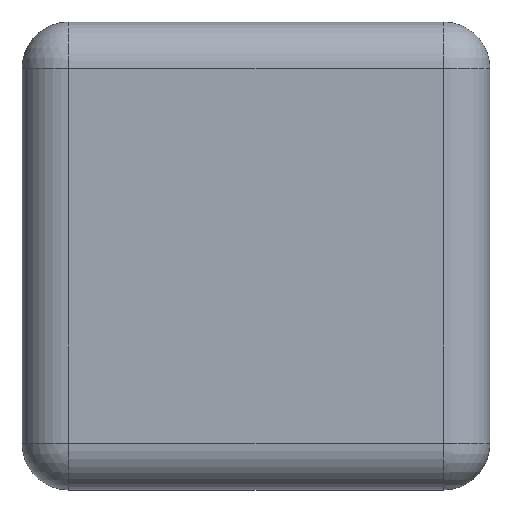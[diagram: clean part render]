
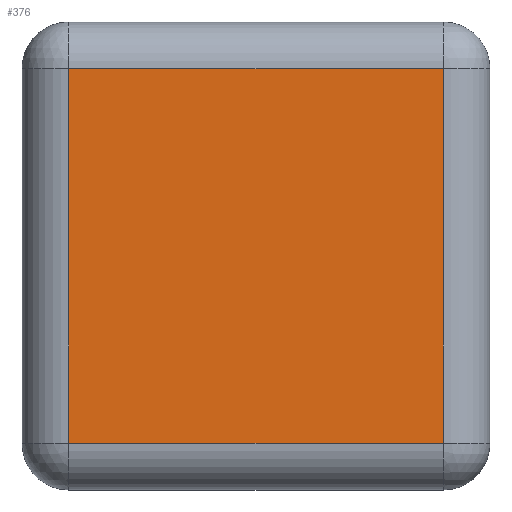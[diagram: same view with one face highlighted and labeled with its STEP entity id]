
A CAD part, top view. The second image highlights one B-rep face of the part: STEP entity #376.
In plain terms, the highlighted planar face has unit normal (0, 0, 1).
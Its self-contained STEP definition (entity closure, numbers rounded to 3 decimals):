
#38 = CARTESIAN_POINT ( 'NONE',  ( 0., 0., 2.5 ) ) ;
#97 = VECTOR ( 'NONE', #163, 1000. ) ;
#108 = LINE ( 'NONE', #444, #97 ) ;
#141 = EDGE_CURVE ( 'NONE', #782, #1460, #108, .T. ) ;
#154 = PLANE ( 'NONE',  #1468 ) ;
#163 = DIRECTION ( 'NONE',  ( 1., 0., 0. ) ) ;
#183 = DIRECTION ( 'NONE',  ( 0., 0., -1. ) ) ;
#197 = DIRECTION ( 'NONE',  ( -1., 0., 0. ) ) ;
#264 = CARTESIAN_POINT ( 'NONE',  ( 8., 8., 2.5 ) ) ;
#266 = EDGE_CURVE ( 'NONE', #956, #639, #1750, .T. ) ;
#361 = ORIENTED_EDGE ( 'NONE', *, *, #141, .T. ) ;
#376 = ADVANCED_FACE ( 'NONE', ( #1600 ), #154, .F. ) ;
#404 = EDGE_LOOP ( 'NONE', ( #361, #1315, #836, #870 ) ) ;
#444 = CARTESIAN_POINT ( 'NONE',  ( 0., -8., 2.5 ) ) ;
#639 = VERTEX_POINT ( 'NONE', #905 ) ;
#745 = CARTESIAN_POINT ( 'NONE',  ( -8., -8., 2.5 ) ) ;
#782 = VERTEX_POINT ( 'NONE', #745 ) ;
#836 = ORIENTED_EDGE ( 'NONE', *, *, #266, .T. ) ;
#870 = ORIENTED_EDGE ( 'NONE', *, *, #1507, .T. ) ;
#905 = CARTESIAN_POINT ( 'NONE',  ( -8., 8., 2.5 ) ) ;
#943 = VECTOR ( 'NONE', #1290, 1000. ) ;
#956 = VERTEX_POINT ( 'NONE', #264 ) ;
#963 = LINE ( 'NONE', #1339, #943 ) ;
#1042 = VECTOR ( 'NONE', #1586, 1000. ) ;
#1043 = LINE ( 'NONE', #1561, #1042 ) ;
#1290 = DIRECTION ( 'NONE',  ( 0., 1., 0. ) ) ;
#1315 = ORIENTED_EDGE ( 'NONE', *, *, #1648, .T. ) ;
#1339 = CARTESIAN_POINT ( 'NONE',  ( 8., 0., 2.5 ) ) ;
#1351 = CARTESIAN_POINT ( 'NONE',  ( 0., 8., 2.5 ) ) ;
#1458 = DIRECTION ( 'NONE',  ( -1., 0., 0. ) ) ;
#1460 = VERTEX_POINT ( 'NONE', #1708 ) ;
#1468 = AXIS2_PLACEMENT_3D ( 'NONE', #38, #183, #197 ) ;
#1507 = EDGE_CURVE ( 'NONE', #639, #782, #1043, .T. ) ;
#1561 = CARTESIAN_POINT ( 'NONE',  ( -8., 0., 2.5 ) ) ;
#1586 = DIRECTION ( 'NONE',  ( 0., -1., 0. ) ) ;
#1600 = FACE_OUTER_BOUND ( 'NONE', #404, .T. ) ;
#1648 = EDGE_CURVE ( 'NONE', #1460, #956, #963, .T. ) ;
#1708 = CARTESIAN_POINT ( 'NONE',  ( 8., -8., 2.5 ) ) ;
#1735 = VECTOR ( 'NONE', #1458, 1000. ) ;
#1750 = LINE ( 'NONE', #1351, #1735 ) ;
